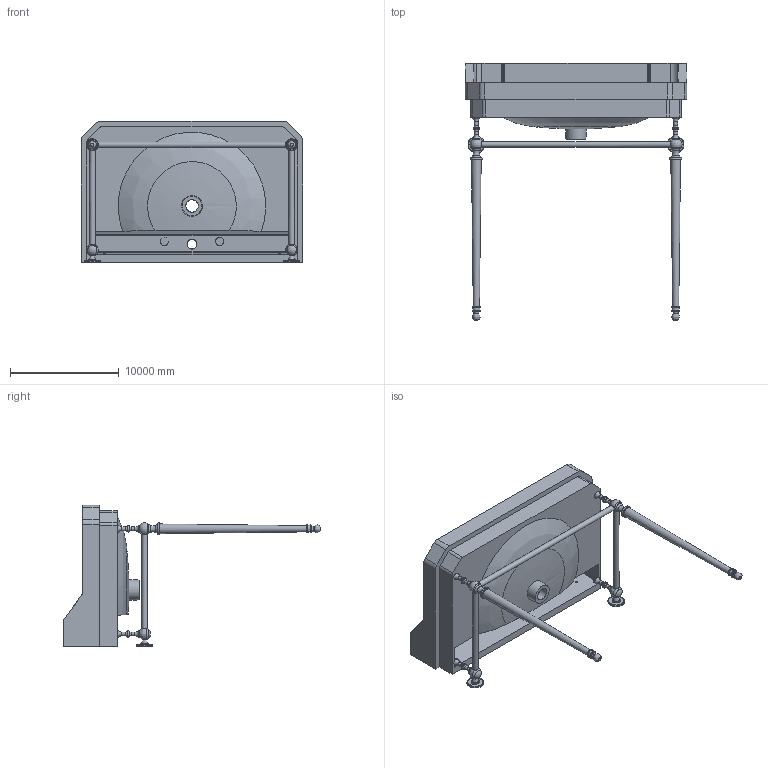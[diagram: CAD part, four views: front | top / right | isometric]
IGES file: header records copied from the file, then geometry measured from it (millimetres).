
Global section: file name: 70009; native system: AutoCAD 2016 - English; preprocessor: Autodesk Translation Framework DWG producer (atf_dwg_producer); organization: unknown; date: 20161027.164212; units: inch
Bounding box: 20320 x 23622.33 x 12979.4 mm (x, y, z)
Volume: 519338748530.1 mm3; surface area: 1184468192 mm2
Topology: 2 solids, 2 shells, 409 faces, 1142 edges, 771 vertices
Faces by surface type: bspline 409
